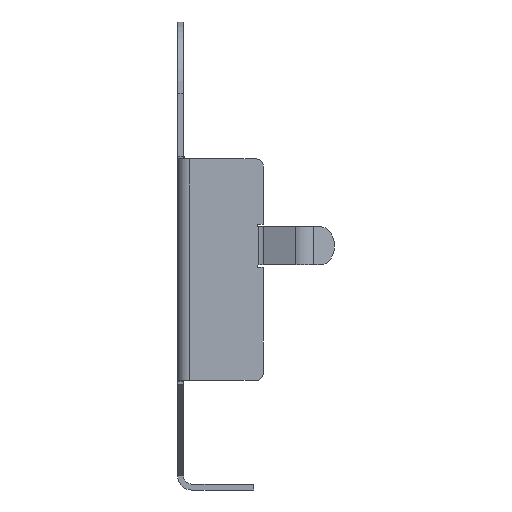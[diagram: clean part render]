
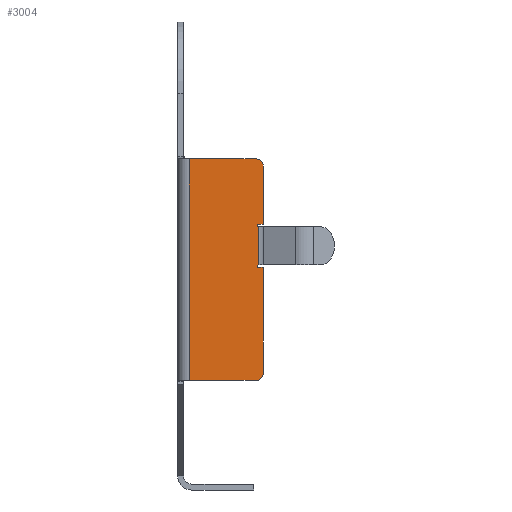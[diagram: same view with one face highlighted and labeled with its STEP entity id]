
A CAD part, left-side view. The second image highlights one B-rep face of the part: STEP entity #3004.
In plain terms, the highlighted planar face has unit normal (-1, 0, 0).
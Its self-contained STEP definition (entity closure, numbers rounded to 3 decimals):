
#68 = CARTESIAN_POINT ( 'NONE',  ( -10.55, 0.3, -5.35 ) ) ;
#76 = DIRECTION ( 'NONE',  ( 0., 0., 1. ) ) ;
#109 = CIRCLE ( 'NONE', #3777, 0.3 ) ;
#145 = CIRCLE ( 'NONE', #3297, 0.05 ) ;
#170 = VECTOR ( 'NONE', #2903, 1000. ) ;
#192 = CARTESIAN_POINT ( 'NONE',  ( -10.55, 0.2, -0.8 ) ) ;
#272 = CARTESIAN_POINT ( 'NONE',  ( -10.55, 0., -5.65 ) ) ;
#305 = VERTEX_POINT ( 'NONE', #2505 ) ;
#329 = EDGE_CURVE ( 'NONE', #2604, #467, #3228, .T. ) ;
#358 = AXIS2_PLACEMENT_3D ( 'NONE', #564, #1206, #3417 ) ;
#467 = VERTEX_POINT ( 'NONE', #1567 ) ;
#482 = DIRECTION ( 'NONE',  ( 0., 0., -1. ) ) ;
#522 = VERTEX_POINT ( 'NONE', #1676 ) ;
#532 = DIRECTION ( 'NONE',  ( 0., 0., 1. ) ) ;
#564 = CARTESIAN_POINT ( 'NONE',  ( -10.55, 3.6, -5.65 ) ) ;
#669 = VECTOR ( 'NONE', #76, 1000. ) ;
#676 = VERTEX_POINT ( 'NONE', #3317 ) ;
#700 = VERTEX_POINT ( 'NONE', #2690 ) ;
#754 = VECTOR ( 'NONE', #2807, 1000. ) ;
#820 = VERTEX_POINT ( 'NONE', #3668 ) ;
#876 = CARTESIAN_POINT ( 'NONE',  ( -10.55, 3.1, 3.65 ) ) ;
#979 = EDGE_LOOP ( 'NONE', ( #2602, #2820, #1573, #2740, #1046, #2605, #1405, #3567, #2254, #3293, #1385, #3797 ) ) ;
#1016 = VERTEX_POINT ( 'NONE', #2213 ) ;
#1046 = ORIENTED_EDGE ( 'NONE', *, *, #2736, .T. ) ;
#1055 = DIRECTION ( 'NONE',  ( 1., 0., 0. ) ) ;
#1072 = VECTOR ( 'NONE', #3750, 1000. ) ;
#1088 = CARTESIAN_POINT ( 'NONE',  ( -10.55, 0., -0.9 ) ) ;
#1112 = EDGE_CURVE ( 'NONE', #522, #820, #2384, .T. ) ;
#1125 = CARTESIAN_POINT ( 'NONE',  ( -10.55, 0., -5.65 ) ) ;
#1136 = LINE ( 'NONE', #272, #754 ) ;
#1206 = DIRECTION ( 'NONE',  ( -1., 0., 0. ) ) ;
#1370 = LINE ( 'NONE', #1125, #4100 ) ;
#1372 = DIRECTION ( 'NONE',  ( 0., 0., 1. ) ) ;
#1385 = ORIENTED_EDGE ( 'NONE', *, *, #1439, .T. ) ;
#1405 = ORIENTED_EDGE ( 'NONE', *, *, #1690, .F. ) ;
#1439 = EDGE_CURVE ( 'NONE', #2816, #2604, #2681, .T. ) ;
#1466 = DIRECTION ( 'NONE',  ( 1., 0., 0. ) ) ;
#1476 = EDGE_CURVE ( 'NONE', #2542, #676, #1136, .T. ) ;
#1482 = LINE ( 'NONE', #1554, #3057 ) ;
#1496 = LINE ( 'NONE', #3590, #170 ) ;
#1554 = CARTESIAN_POINT ( 'NONE',  ( -10.55, 0., 0.9 ) ) ;
#1567 = CARTESIAN_POINT ( 'NONE',  ( -10.55, 0.2, 0.8 ) ) ;
#1571 = AXIS2_PLACEMENT_3D ( 'NONE', #2952, #1055, #1372 ) ;
#1573 = ORIENTED_EDGE ( 'NONE', *, *, #3355, .F. ) ;
#1676 = CARTESIAN_POINT ( 'NONE',  ( -10.55, 0.3, 3.65 ) ) ;
#1690 = EDGE_CURVE ( 'NONE', #3605, #1016, #3441, .T. ) ;
#1856 = PLANE ( 'NONE',  #358 ) ;
#1860 = DIRECTION ( 'NONE',  ( 0., 0., 1. ) ) ;
#1870 = DIRECTION ( 'NONE',  ( 0., 1., 0. ) ) ;
#1887 = DIRECTION ( 'NONE',  ( 0., 1., 0. ) ) ;
#2020 = EDGE_CURVE ( 'NONE', #1016, #700, #1496, .T. ) ;
#2141 = CARTESIAN_POINT ( 'NONE',  ( -10.55, 0., -0.9 ) ) ;
#2161 = VECTOR ( 'NONE', #1870, 1000. ) ;
#2213 = CARTESIAN_POINT ( 'NONE',  ( -10.55, 3.1, -5.65 ) ) ;
#2254 = ORIENTED_EDGE ( 'NONE', *, *, #1476, .F. ) ;
#2281 = LINE ( 'NONE', #876, #3760 ) ;
#2384 = CIRCLE ( 'NONE', #1571, 0.3 ) ;
#2386 = VERTEX_POINT ( 'NONE', #3427 ) ;
#2387 = CARTESIAN_POINT ( 'NONE',  ( -10.55, 0.2, 0.85 ) ) ;
#2505 = CARTESIAN_POINT ( 'NONE',  ( -10.55, 0.2, 0.9 ) ) ;
#2542 = VERTEX_POINT ( 'NONE', #1088 ) ;
#2602 = ORIENTED_EDGE ( 'NONE', *, *, #4006, .T. ) ;
#2604 = VERTEX_POINT ( 'NONE', #192 ) ;
#2605 = ORIENTED_EDGE ( 'NONE', *, *, #2020, .F. ) ;
#2681 = CIRCLE ( 'NONE', #3439, 0.05 ) ;
#2690 = CARTESIAN_POINT ( 'NONE',  ( -10.55, 3.1, 3.65 ) ) ;
#2736 = EDGE_CURVE ( 'NONE', #522, #700, #2281, .T. ) ;
#2740 = ORIENTED_EDGE ( 'NONE', *, *, #1112, .F. ) ;
#2807 = DIRECTION ( 'NONE',  ( 0., 0., -1. ) ) ;
#2816 = VERTEX_POINT ( 'NONE', #3424 ) ;
#2820 = ORIENTED_EDGE ( 'NONE', *, *, #2957, .F. ) ;
#2836 = CARTESIAN_POINT ( 'NONE',  ( -10.55, 0.3, -5.65 ) ) ;
#2837 = CARTESIAN_POINT ( 'NONE',  ( -10.55, 0.2, -0.85 ) ) ;
#2903 = DIRECTION ( 'NONE',  ( 0., 0., 1. ) ) ;
#2952 = CARTESIAN_POINT ( 'NONE',  ( -10.55, 0.3, 3.35 ) ) ;
#2957 = EDGE_CURVE ( 'NONE', #2386, #305, #1482, .T. ) ;
#3004 = ADVANCED_FACE ( 'NONE', ( #3604 ), #1856, .T. ) ;
#3026 = EDGE_CURVE ( 'NONE', #2542, #2816, #3052, .T. ) ;
#3052 = LINE ( 'NONE', #2141, #1072 ) ;
#3057 = VECTOR ( 'NONE', #1887, 1000. ) ;
#3100 = DIRECTION ( 'NONE',  ( 0., 1., 0. ) ) ;
#3124 = CARTESIAN_POINT ( 'NONE',  ( -10.55, 3.35, -5.65 ) ) ;
#3198 = EDGE_CURVE ( 'NONE', #676, #3605, #109, .T. ) ;
#3228 = LINE ( 'NONE', #3535, #669 ) ;
#3293 = ORIENTED_EDGE ( 'NONE', *, *, #3026, .T. ) ;
#3297 = AXIS2_PLACEMENT_3D ( 'NONE', #2387, #1466, #532 ) ;
#3317 = CARTESIAN_POINT ( 'NONE',  ( -10.55, 0., -5.35 ) ) ;
#3355 = EDGE_CURVE ( 'NONE', #820, #2386, #1370, .T. ) ;
#3417 = DIRECTION ( 'NONE',  ( 0., 0., 1. ) ) ;
#3421 = DIRECTION ( 'NONE',  ( 1., 0., 0. ) ) ;
#3424 = CARTESIAN_POINT ( 'NONE',  ( -10.55, 0.2, -0.9 ) ) ;
#3427 = CARTESIAN_POINT ( 'NONE',  ( -10.55, 0., 0.9 ) ) ;
#3439 = AXIS2_PLACEMENT_3D ( 'NONE', #2837, #3421, #1860 ) ;
#3441 = LINE ( 'NONE', #3124, #2161 ) ;
#3530 = DIRECTION ( 'NONE',  ( 1., 0., 0. ) ) ;
#3535 = CARTESIAN_POINT ( 'NONE',  ( -10.55, 0.2, -5.65 ) ) ;
#3567 = ORIENTED_EDGE ( 'NONE', *, *, #3198, .F. ) ;
#3590 = CARTESIAN_POINT ( 'NONE',  ( -10.55, 3.1, -5.65 ) ) ;
#3604 = FACE_OUTER_BOUND ( 'NONE', #979, .T. ) ;
#3605 = VERTEX_POINT ( 'NONE', #2836 ) ;
#3668 = CARTESIAN_POINT ( 'NONE',  ( -10.55, 0., 3.35 ) ) ;
#3750 = DIRECTION ( 'NONE',  ( 0., 1., 0. ) ) ;
#3760 = VECTOR ( 'NONE', #3100, 1000. ) ;
#3777 = AXIS2_PLACEMENT_3D ( 'NONE', #68, #3530, #3881 ) ;
#3797 = ORIENTED_EDGE ( 'NONE', *, *, #329, .T. ) ;
#3881 = DIRECTION ( 'NONE',  ( 0., 0., -1. ) ) ;
#4006 = EDGE_CURVE ( 'NONE', #467, #305, #145, .T. ) ;
#4100 = VECTOR ( 'NONE', #482, 1000. ) ;
